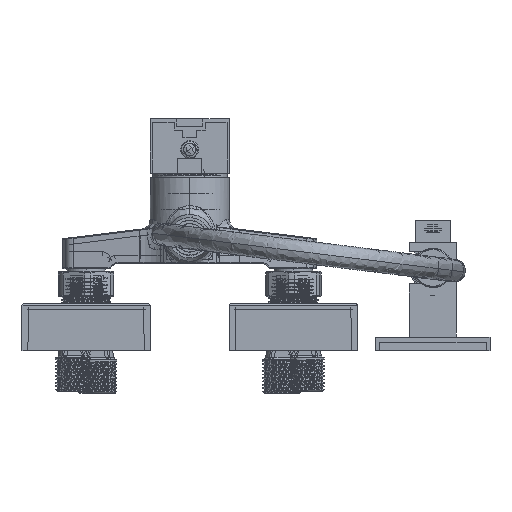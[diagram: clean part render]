
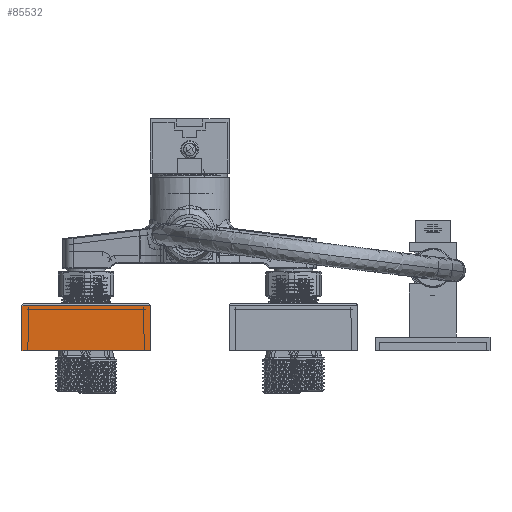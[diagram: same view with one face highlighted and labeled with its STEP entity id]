
A CAD part, front view. The second image highlights one B-rep face of the part: STEP entity #85532.
In plain terms, the highlighted planar face has unit normal (0, -1, 0).
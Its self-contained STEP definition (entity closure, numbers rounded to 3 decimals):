
#2595 = DIRECTION ( 'NONE',  ( 0., 1., 0. ) ) ;
#4179 = CARTESIAN_POINT ( 'NONE',  ( -89., -25.942, -28.5 ) ) ;
#10631 = EDGE_CURVE ( 'NONE', #99260, #86010, #116973, .T. ) ;
#12445 = CARTESIAN_POINT ( 'NONE',  ( -89., -25.942, -27.5 ) ) ;
#18726 = CARTESIAN_POINT ( 'NONE',  ( -89., -25.942, -52.5 ) ) ;
#22226 = ORIENTED_EDGE ( 'NONE', *, *, #10631, .T. ) ;
#22259 = FACE_OUTER_BOUND ( 'NONE', #93929, .T. ) ;
#24332 = EDGE_CURVE ( 'NONE', #102750, #99260, #105233, .T. ) ;
#24563 = ORIENTED_EDGE ( 'NONE', *, *, #124092, .F. ) ;
#37634 = DIRECTION ( 'NONE',  ( 0., 0., -1. ) ) ;
#41138 = EDGE_CURVE ( 'NONE', #103013, #102750, #93924, .T. ) ;
#50936 = ORIENTED_EDGE ( 'NONE', *, *, #24332, .T. ) ;
#58098 = VECTOR ( 'NONE', #126169, 1000. ) ;
#58437 = CARTESIAN_POINT ( 'NONE',  ( -89., -25.942, -52.5 ) ) ;
#61888 = VECTOR ( 'NONE', #122113, 1000. ) ;
#62320 = CARTESIAN_POINT ( 'NONE',  ( -21., -25.942, -28.5 ) ) ;
#62602 = ORIENTED_EDGE ( 'NONE', *, *, #41138, .T. ) ;
#67192 = CARTESIAN_POINT ( 'NONE',  ( -89., -25.942, -27.5 ) ) ;
#79711 = VECTOR ( 'NONE', #116997, 1000. ) ;
#84282 = CARTESIAN_POINT ( 'NONE',  ( -89., -25.942, -28.5 ) ) ;
#85532 = ADVANCED_FACE ( 'NONE', ( #22259 ), #102160, .F. ) ;
#86010 = VERTEX_POINT ( 'NONE', #107485 ) ;
#88788 = DIRECTION ( 'NONE',  ( -1., 0., 0. ) ) ;
#89834 = VECTOR ( 'NONE', #37634, 1000. ) ;
#93924 = LINE ( 'NONE', #4179, #61888 ) ;
#93929 = EDGE_LOOP ( 'NONE', ( #24563, #62602, #50936, #22226 ) ) ;
#99260 = VERTEX_POINT ( 'NONE', #58437 ) ;
#102064 = AXIS2_PLACEMENT_3D ( 'NONE', #12445, #2595, #88788 ) ;
#102160 = PLANE ( 'NONE',  #102064 ) ;
#102750 = VERTEX_POINT ( 'NONE', #84282 ) ;
#103013 = VERTEX_POINT ( 'NONE', #62320 ) ;
#105233 = LINE ( 'NONE', #67192, #79711 ) ;
#107485 = CARTESIAN_POINT ( 'NONE',  ( -21., -25.942, -52.5 ) ) ;
#116973 = LINE ( 'NONE', #18726, #58098 ) ;
#116997 = DIRECTION ( 'NONE',  ( 0., 0., -1. ) ) ;
#117528 = CARTESIAN_POINT ( 'NONE',  ( -21., -25.942, -27.5 ) ) ;
#122113 = DIRECTION ( 'NONE',  ( -1., 0., 0. ) ) ;
#124092 = EDGE_CURVE ( 'NONE', #103013, #86010, #127370, .T. ) ;
#126169 = DIRECTION ( 'NONE',  ( 1., 0., 0. ) ) ;
#127370 = LINE ( 'NONE', #117528, #89834 ) ;
